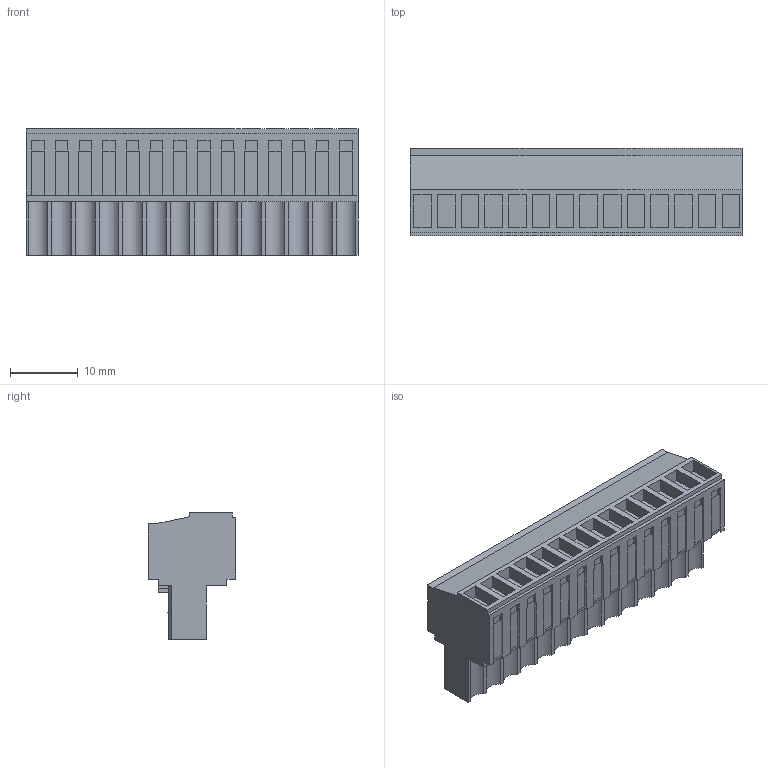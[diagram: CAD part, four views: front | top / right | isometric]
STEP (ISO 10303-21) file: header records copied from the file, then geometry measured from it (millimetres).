
FILE_DESCRIPTION(('CATIA V5 STEP Exchange','CAx-IF Rec.Pracs.--- Model Styling and Organization---1.2---2011-12-15'),'2;1');
FILE_NAME ('D1453547_0_1615750000_1615750000.stp','2017-04-25T09:05:02+00:00',('none'),('Weidmueller'),'CATIA Version 5-6 Release 2014','CATIA V5 STEP AP214','none');
FILE_SCHEMA(('AUTOMOTIVE_DESIGN { 1 0 10303 214 1 1 1 1 }'));
Length unit declared in the file: millimetre
Products named in the file (1): 1615750000
Bounding box: 49 x 12.9 x 18.7 mm (x, y, z)
Volume: 7239.6 mm3; surface area: 5589.1 mm2
Topology: 15 solids, 15 shells, 831 faces, 2339 edges, 1594 vertices
Faces by surface type: plane 747, cylinder 84
Entity records: 24325 total; most frequent: ORIENTED_EDGE 4678, CARTESIAN_POINT 4350, DIRECTION 3171, EDGE_CURVE 2339, VECTOR 2031, LINE 2031, VERTEX_POINT 1594, EDGE_LOOP 887
